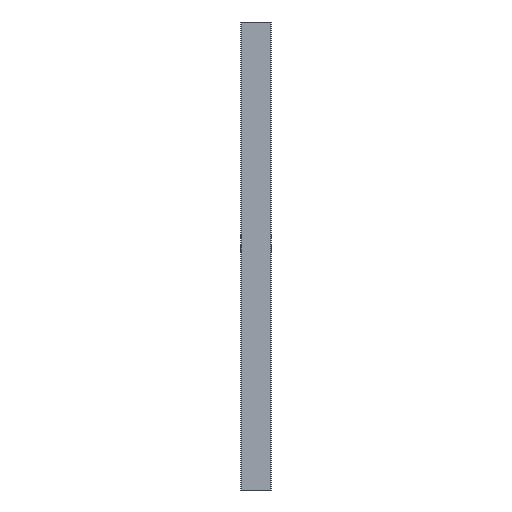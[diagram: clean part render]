
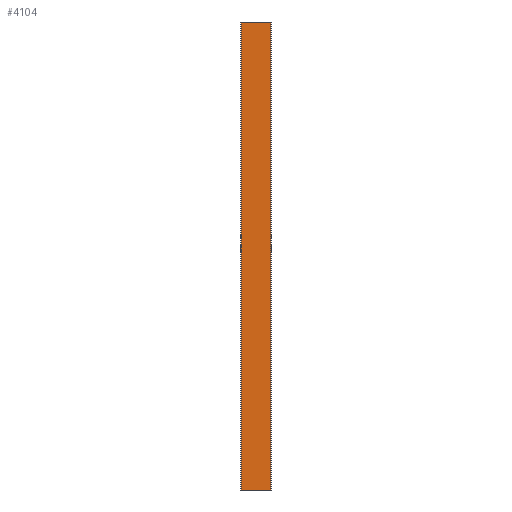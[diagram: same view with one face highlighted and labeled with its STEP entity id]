
A CAD part, front view. The second image highlights one B-rep face of the part: STEP entity #4104.
In plain terms, the highlighted planar face has unit normal (0, -1, 0).
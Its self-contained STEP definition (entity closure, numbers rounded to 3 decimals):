
#74 = EDGE_CURVE ( 'NONE', #2740, #4602, #814, .T. ) ;
#285 = AXIS2_PLACEMENT_3D ( 'NONE', #4693, #3391, #797 ) ;
#418 = LINE ( 'NONE', #3207, #4947 ) ;
#424 = CARTESIAN_POINT ( 'NONE',  ( 0., -53., 1000. ) ) ;
#438 = LINE ( 'NONE', #1272, #3831 ) ;
#797 = DIRECTION ( 'NONE',  ( 0., 0., 1. ) ) ;
#814 = LINE ( 'NONE', #424, #5302 ) ;
#1066 = VERTEX_POINT ( 'NONE', #5301 ) ;
#1185 = CARTESIAN_POINT ( 'NONE',  ( 62.5, -53., 1000. ) ) ;
#1244 = PLANE ( 'NONE',  #285 ) ;
#1271 = ORIENTED_EDGE ( 'NONE', *, *, #74, .F. ) ;
#1272 = CARTESIAN_POINT ( 'NONE',  ( -62.5, -53., 1000. ) ) ;
#1296 = VECTOR ( 'NONE', #2615, 1000. ) ;
#1419 = FACE_OUTER_BOUND ( 'NONE', #3848, .T. ) ;
#1622 = EDGE_CURVE ( 'NONE', #3260, #4602, #418, .T. ) ;
#2206 = ORIENTED_EDGE ( 'NONE', *, *, #2754, .T. ) ;
#2212 = ORIENTED_EDGE ( 'NONE', *, *, #1622, .T. ) ;
#2328 = ORIENTED_EDGE ( 'NONE', *, *, #5188, .T. ) ;
#2442 = LINE ( 'NONE', #2687, #1296 ) ;
#2615 = DIRECTION ( 'NONE',  ( 1., 0., 0. ) ) ;
#2687 = CARTESIAN_POINT ( 'NONE',  ( 0., -53., -1000. ) ) ;
#2740 = VERTEX_POINT ( 'NONE', #5687 ) ;
#2754 = EDGE_CURVE ( 'NONE', #1066, #3260, #2442, .T. ) ;
#3204 = DIRECTION ( 'NONE',  ( 0., 0., 1. ) ) ;
#3207 = CARTESIAN_POINT ( 'NONE',  ( 62.5, -53., 1000. ) ) ;
#3260 = VERTEX_POINT ( 'NONE', #4534 ) ;
#3391 = DIRECTION ( 'NONE',  ( 0., 1., 0. ) ) ;
#3831 = VECTOR ( 'NONE', #5160, 1000. ) ;
#3848 = EDGE_LOOP ( 'NONE', ( #2206, #2212, #1271, #2328 ) ) ;
#4104 = ADVANCED_FACE ( 'NONE', ( #1419 ), #1244, .F. ) ;
#4534 = CARTESIAN_POINT ( 'NONE',  ( 62.5, -53., -1000. ) ) ;
#4602 = VERTEX_POINT ( 'NONE', #1185 ) ;
#4693 = CARTESIAN_POINT ( 'NONE',  ( 0., -53., 1000. ) ) ;
#4947 = VECTOR ( 'NONE', #3204, 1000. ) ;
#5160 = DIRECTION ( 'NONE',  ( 0., 0., -1. ) ) ;
#5188 = EDGE_CURVE ( 'NONE', #2740, #1066, #438, .T. ) ;
#5301 = CARTESIAN_POINT ( 'NONE',  ( -62.5, -53., -1000. ) ) ;
#5302 = VECTOR ( 'NONE', #5318, 1000. ) ;
#5318 = DIRECTION ( 'NONE',  ( 1., 0., 0. ) ) ;
#5687 = CARTESIAN_POINT ( 'NONE',  ( -62.5, -53., 1000. ) ) ;
